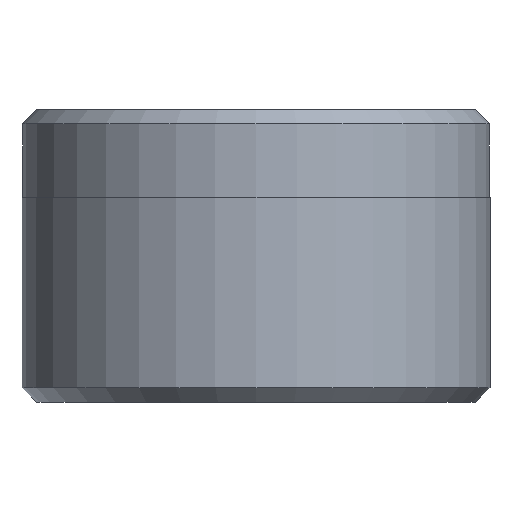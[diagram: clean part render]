
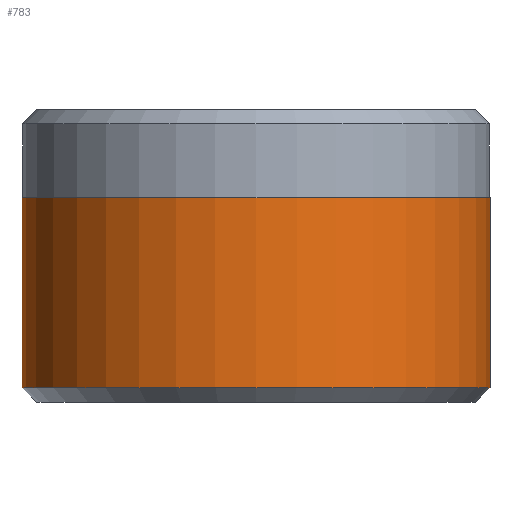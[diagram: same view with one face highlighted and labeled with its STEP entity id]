
A CAD part, front view. The second image highlights one B-rep face of the part: STEP entity #783.
In plain terms, the highlighted cylindrical face has radius 8 mm (diameter 16 mm), a partial arc.
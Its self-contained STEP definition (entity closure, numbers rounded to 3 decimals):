
#72 = CARTESIAN_POINT ( 'NONE',  ( 0., 0., 7. ) ) ;
#138 = CARTESIAN_POINT ( 'NONE',  ( 8., 0., 10. ) ) ;
#167 = CARTESIAN_POINT ( 'NONE',  ( 8., 0., 0.5 ) ) ;
#199 = DIRECTION ( 'NONE',  ( 1., 0., 0. ) ) ;
#249 = CARTESIAN_POINT ( 'NONE',  ( -8., 0., 10. ) ) ;
#328 = ORIENTED_EDGE ( 'NONE', *, *, #825, .T. ) ;
#387 = AXIS2_PLACEMENT_3D ( 'NONE', #1071, #814, #1307 ) ;
#419 = CIRCLE ( 'NONE', #1231, 8. ) ;
#477 = AXIS2_PLACEMENT_3D ( 'NONE', #580, #1434, #706 ) ;
#500 = VECTOR ( 'NONE', #1034, 1000. ) ;
#505 = ORIENTED_EDGE ( 'NONE', *, *, #1002, .F. ) ;
#534 = VERTEX_POINT ( 'NONE', #1190 ) ;
#539 = CIRCLE ( 'NONE', #477, 8. ) ;
#579 = CYLINDRICAL_SURFACE ( 'NONE', #387, 8. ) ;
#580 = CARTESIAN_POINT ( 'NONE',  ( 0., 0., 0.5 ) ) ;
#706 = DIRECTION ( 'NONE',  ( 1., 0., 0. ) ) ;
#783 = ADVANCED_FACE ( 'NONE', ( #1551 ), #579, .T. ) ;
#814 = DIRECTION ( 'NONE',  ( 0., 0., -1. ) ) ;
#825 = EDGE_CURVE ( 'NONE', #534, #1575, #539, .T. ) ;
#894 = CARTESIAN_POINT ( 'NONE',  ( 8., 0., 7. ) ) ;
#964 = VECTOR ( 'NONE', #1255, 1000. ) ;
#973 = DIRECTION ( 'NONE',  ( 0., 0., 1. ) ) ;
#1002 = EDGE_CURVE ( 'NONE', #1355, #1353, #419, .T. ) ;
#1018 = CARTESIAN_POINT ( 'NONE',  ( -8., 0., 7. ) ) ;
#1034 = DIRECTION ( 'NONE',  ( 0., 0., -1. ) ) ;
#1071 = CARTESIAN_POINT ( 'NONE',  ( 0., 0., 10. ) ) ;
#1088 = ORIENTED_EDGE ( 'NONE', *, *, #1445, .F. ) ;
#1190 = CARTESIAN_POINT ( 'NONE',  ( -8., 0., 0.5 ) ) ;
#1203 = LINE ( 'NONE', #138, #500 ) ;
#1231 = AXIS2_PLACEMENT_3D ( 'NONE', #72, #973, #199 ) ;
#1255 = DIRECTION ( 'NONE',  ( 0., 0., -1. ) ) ;
#1307 = DIRECTION ( 'NONE',  ( -1., 0., 0. ) ) ;
#1333 = ORIENTED_EDGE ( 'NONE', *, *, #1369, .T. ) ;
#1353 = VERTEX_POINT ( 'NONE', #894 ) ;
#1355 = VERTEX_POINT ( 'NONE', #1018 ) ;
#1369 = EDGE_CURVE ( 'NONE', #1355, #534, #1555, .T. ) ;
#1434 = DIRECTION ( 'NONE',  ( 0., 0., 1. ) ) ;
#1445 = EDGE_CURVE ( 'NONE', #1353, #1575, #1203, .T. ) ;
#1522 = EDGE_LOOP ( 'NONE', ( #1088, #505, #1333, #328 ) ) ;
#1551 = FACE_OUTER_BOUND ( 'NONE', #1522, .T. ) ;
#1555 = LINE ( 'NONE', #249, #964 ) ;
#1575 = VERTEX_POINT ( 'NONE', #167 ) ;
